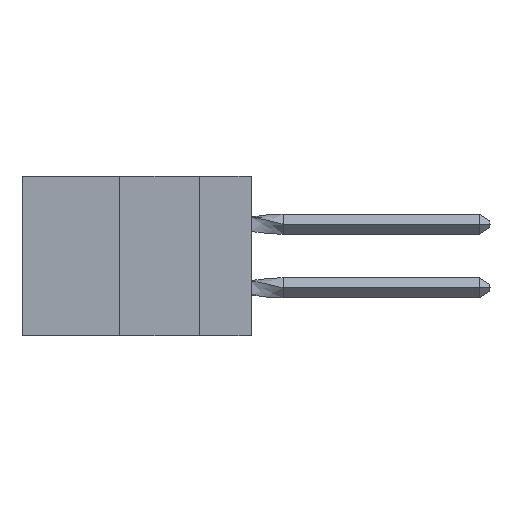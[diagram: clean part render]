
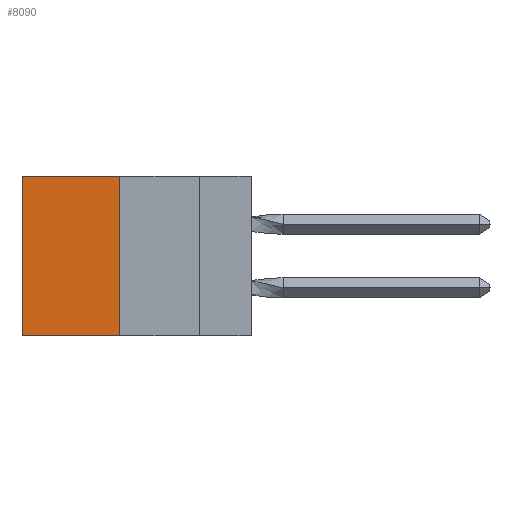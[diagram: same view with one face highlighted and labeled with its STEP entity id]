
A CAD part, left-side view. The second image highlights one B-rep face of the part: STEP entity #8090.
In plain terms, the highlighted planar face has unit normal (-1, 0, 0).
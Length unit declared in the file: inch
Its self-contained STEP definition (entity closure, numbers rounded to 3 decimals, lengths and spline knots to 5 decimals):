
#236 = LINE ( 'NONE', #19404, #20660 ) ;
#1282 = ORIENTED_EDGE ( 'NONE', *, *, #16814, .F. ) ;
#2237 = CARTESIAN_POINT ( 'NONE',  ( 0.305, 0.413, -0.5 ) ) ;
#3638 = CARTESIAN_POINT ( 'NONE',  ( 0.305, 0.413, -0.5 ) ) ;
#4065 = DIRECTION ( 'NONE',  ( 0., 0., -1. ) ) ;
#6319 = LINE ( 'NONE', #10398, #16520 ) ;
#6737 = LINE ( 'NONE', #23840, #25310 ) ;
#7222 = CARTESIAN_POINT ( 'NONE',  ( 0.305, 0.413, -0.5 ) ) ;
#7241 = CARTESIAN_POINT ( 'NONE',  ( 0.305, 0.72, 0. ) ) ;
#7869 = VERTEX_POINT ( 'NONE', #21981 ) ;
#8090 = ADVANCED_FACE ( 'NONE', ( #20476 ), #19277, .F. ) ;
#10076 = DIRECTION ( 'NONE',  ( 0., 1., 0. ) ) ;
#10277 = AXIS2_PLACEMENT_3D ( 'NONE', #3638, #17329, #13233 ) ;
#10398 = CARTESIAN_POINT ( 'NONE',  ( 0.305, 0.72, -0.5 ) ) ;
#13233 = DIRECTION ( 'NONE',  ( 0., 0., -1. ) ) ;
#13333 = ORIENTED_EDGE ( 'NONE', *, *, #23145, .T. ) ;
#14297 = VECTOR ( 'NONE', #4065, 39.37008 ) ;
#14567 = EDGE_CURVE ( 'NONE', #20512, #7869, #6319, .T. ) ;
#15425 = DIRECTION ( 'NONE',  ( 0., 1., 0. ) ) ;
#16437 = LINE ( 'NONE', #2237, #14297 ) ;
#16520 = VECTOR ( 'NONE', #17986, 39.37008 ) ;
#16693 = ORIENTED_EDGE ( 'NONE', *, *, #23240, .F. ) ;
#16814 = EDGE_CURVE ( 'NONE', #17099, #23778, #16437, .T. ) ;
#17099 = VERTEX_POINT ( 'NONE', #21360 ) ;
#17329 = DIRECTION ( 'NONE',  ( 1., 0., 0. ) ) ;
#17986 = DIRECTION ( 'NONE',  ( 0., 0., -1. ) ) ;
#19277 = PLANE ( 'NONE',  #10277 ) ;
#19404 = CARTESIAN_POINT ( 'NONE',  ( 0.305, 0.413, 0. ) ) ;
#20476 = FACE_OUTER_BOUND ( 'NONE', #21055, .T. ) ;
#20512 = VERTEX_POINT ( 'NONE', #7241 ) ;
#20660 = VECTOR ( 'NONE', #15425, 39.37008 ) ;
#21055 = EDGE_LOOP ( 'NONE', ( #21352, #16693, #1282, #13333 ) ) ;
#21352 = ORIENTED_EDGE ( 'NONE', *, *, #14567, .T. ) ;
#21360 = CARTESIAN_POINT ( 'NONE',  ( 0.305, 0.413, 0. ) ) ;
#21981 = CARTESIAN_POINT ( 'NONE',  ( 0.305, 0.72, -0.5 ) ) ;
#23145 = EDGE_CURVE ( 'NONE', #17099, #20512, #236, .T. ) ;
#23240 = EDGE_CURVE ( 'NONE', #23778, #7869, #6737, .T. ) ;
#23778 = VERTEX_POINT ( 'NONE', #7222 ) ;
#23840 = CARTESIAN_POINT ( 'NONE',  ( 0.305, 0.413, -0.5 ) ) ;
#25310 = VECTOR ( 'NONE', #10076, 39.37008 ) ;
